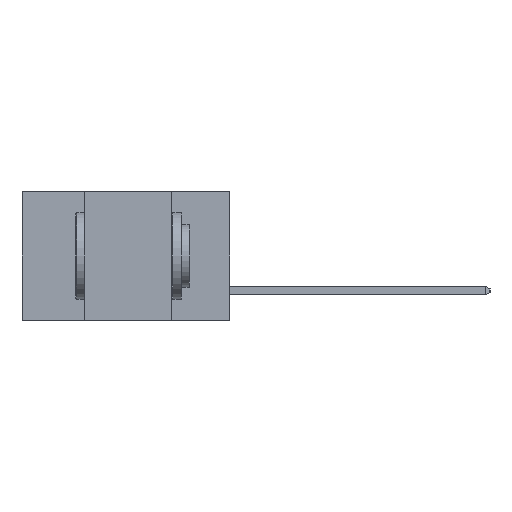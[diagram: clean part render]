
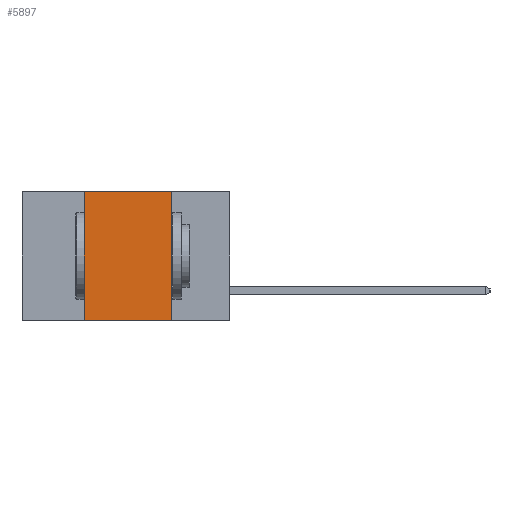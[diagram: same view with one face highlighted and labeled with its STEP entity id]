
A CAD part, left-side view. The second image highlights one B-rep face of the part: STEP entity #5897.
In plain terms, the highlighted planar face has unit normal (-1, 0, 0).
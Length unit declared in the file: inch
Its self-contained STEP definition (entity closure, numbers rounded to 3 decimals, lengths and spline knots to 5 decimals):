
#78 = ORIENTED_EDGE ( 'NONE', *, *, #15188, .F. ) ;
#103 = ORIENTED_EDGE ( 'NONE', *, *, #14332, .F. ) ;
#147 = VECTOR ( 'NONE', #7491, 39.37008 ) ;
#1080 = ORIENTED_EDGE ( 'NONE', *, *, #13438, .F. ) ;
#1209 = FACE_OUTER_BOUND ( 'NONE', #12333, .T. ) ;
#3168 = CARTESIAN_POINT ( 'NONE',  ( 0., 0.17, 0. ) ) ;
#3174 = CARTESIAN_POINT ( 'NONE',  ( 0., 0.6, 0. ) ) ;
#3500 = CARTESIAN_POINT ( 'NONE',  ( 0., 0.6, -0.37 ) ) ;
#4227 = CARTESIAN_POINT ( 'NONE',  ( 0., 0.42, 0. ) ) ;
#4461 = LINE ( 'NONE', #3500, #147 ) ;
#4588 = DIRECTION ( 'NONE',  ( 1., 0., 0. ) ) ;
#5069 = CARTESIAN_POINT ( 'NONE',  ( 0., 0.17, -0.37 ) ) ;
#5897 = ADVANCED_FACE ( 'NONE', ( #1209 ), #15097, .F. ) ;
#6549 = LINE ( 'NONE', #7758, #16512 ) ;
#6812 = ORIENTED_EDGE ( 'NONE', *, *, #12582, .T. ) ;
#7448 = CARTESIAN_POINT ( 'NONE',  ( 0., 0.6, 0. ) ) ;
#7491 = DIRECTION ( 'NONE',  ( 0., -1., 0. ) ) ;
#7758 = CARTESIAN_POINT ( 'NONE',  ( 0., 0.42, -0.37 ) ) ;
#8886 = CARTESIAN_POINT ( 'NONE',  ( 0., 0.42, -0.37 ) ) ;
#9127 = DIRECTION ( 'NONE',  ( 0., 0., 1. ) ) ;
#9215 = LINE ( 'NONE', #10475, #15723 ) ;
#10152 = AXIS2_PLACEMENT_3D ( 'NONE', #3174, #4588, #13843 ) ;
#10224 = VERTEX_POINT ( 'NONE', #4227 ) ;
#10475 = CARTESIAN_POINT ( 'NONE',  ( 0., 0.17, -0.37 ) ) ;
#12333 = EDGE_LOOP ( 'NONE', ( #78, #103, #1080, #6812 ) ) ;
#12582 = EDGE_CURVE ( 'NONE', #13744, #12684, #4461, .T. ) ;
#12684 = VERTEX_POINT ( 'NONE', #5069 ) ;
#12918 = LINE ( 'NONE', #7448, #13325 ) ;
#13025 = DIRECTION ( 'NONE',  ( 0., 0., -1. ) ) ;
#13139 = VERTEX_POINT ( 'NONE', #3168 ) ;
#13325 = VECTOR ( 'NONE', #15314, 39.37008 ) ;
#13438 = EDGE_CURVE ( 'NONE', #13744, #10224, #6549, .T. ) ;
#13744 = VERTEX_POINT ( 'NONE', #8886 ) ;
#13843 = DIRECTION ( 'NONE',  ( 0., 0., -1. ) ) ;
#14332 = EDGE_CURVE ( 'NONE', #10224, #13139, #12918, .T. ) ;
#15097 = PLANE ( 'NONE',  #10152 ) ;
#15188 = EDGE_CURVE ( 'NONE', #13139, #12684, #9215, .T. ) ;
#15314 = DIRECTION ( 'NONE',  ( 0., -1., 0. ) ) ;
#15723 = VECTOR ( 'NONE', #13025, 39.37008 ) ;
#16512 = VECTOR ( 'NONE', #9127, 39.37008 ) ;
